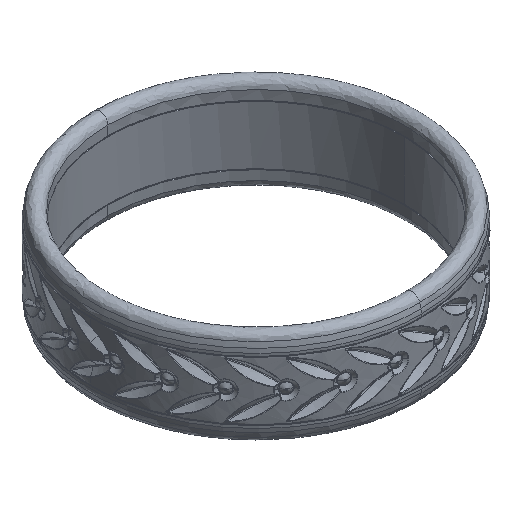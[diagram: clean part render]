
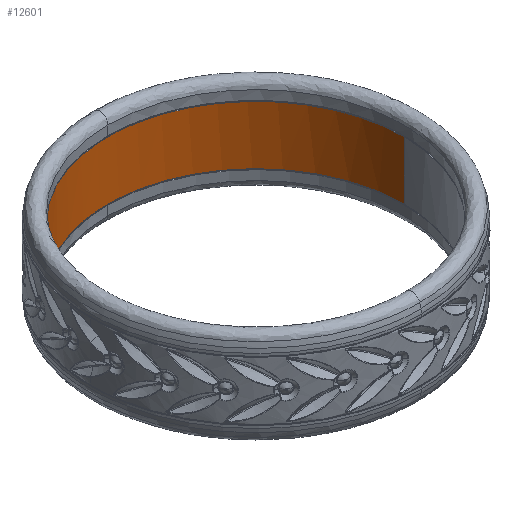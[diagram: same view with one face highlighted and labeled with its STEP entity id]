
A CAD part, isometric view. The second image highlights one B-rep face of the part: STEP entity #12601.
In plain terms, the highlighted free-form (B-spline) face has degree [2, 1] with [5, 2] control points.
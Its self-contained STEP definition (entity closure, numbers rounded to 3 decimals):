
#12532 = VERTEX_POINT('',#12533);
#12533 = CARTESIAN_POINT('',(10.831,0.,
    2.132));
#12540 = VERTEX_POINT('',#12541);
#12541 = CARTESIAN_POINT('',(-10.831,0.,
    2.132));
#12576 = EDGE_CURVE('',#12540,#12532,#12577,.T.);
#12577 = ( BOUNDED_CURVE() B_SPLINE_CURVE(2,(#12578,#12579,#12580,#12581
,#12582),.UNSPECIFIED.,.F.,.F.) B_SPLINE_CURVE_WITH_KNOTS((3,2,3),(0.,
1.571,3.142),.PIECEWISE_BEZIER_KNOTS.) CURVE() 
GEOMETRIC_REPRESENTATION_ITEM() RATIONAL_B_SPLINE_CURVE((1.,
0.707,1.,0.707,1.)) REPRESENTATION_ITEM('') );
#12578 = CARTESIAN_POINT('',(-10.831,0.,2.132));
#12579 = CARTESIAN_POINT('',(-10.831,10.831,
    2.132));
#12580 = CARTESIAN_POINT('',(0.,10.831,
    2.132));
#12581 = CARTESIAN_POINT('',(10.831,10.831,
    2.132));
#12582 = CARTESIAN_POINT('',(10.831,0.,
    2.132));
#12601 = ADVANCED_FACE('',(#12602),#12627,.F.);
#12602 = FACE_BOUND('',#12603,.F.);
#12603 = EDGE_LOOP('',(#12604,#12616,#12621,#12622));
#12604 = ORIENTED_EDGE('',*,*,#12605,.T.);
#12605 = EDGE_CURVE('',#12606,#12608,#12610,.T.);
#12606 = VERTEX_POINT('',#12607);
#12607 = CARTESIAN_POINT('',(10.831,0.,-2.132));
#12608 = VERTEX_POINT('',#12609);
#12609 = CARTESIAN_POINT('',(-10.831,0.,-2.132));
#12610 = ( BOUNDED_CURVE() B_SPLINE_CURVE(2,(#12611,#12612,#12613,#12614
,#12615),.UNSPECIFIED.,.F.,.F.) B_SPLINE_CURVE_WITH_KNOTS((3,2,3),(0.,
1.571,3.142),.PIECEWISE_BEZIER_KNOTS.) CURVE() 
GEOMETRIC_REPRESENTATION_ITEM() RATIONAL_B_SPLINE_CURVE((1.,
0.707,1.,0.707,1.)) REPRESENTATION_ITEM('') );
#12611 = CARTESIAN_POINT('',(10.831,0.,-2.132));
#12612 = CARTESIAN_POINT('',(10.831,10.831,
    -2.132));
#12613 = CARTESIAN_POINT('',(0.,10.831,
    -2.132));
#12614 = CARTESIAN_POINT('',(-10.831,10.831,
    -2.132));
#12615 = CARTESIAN_POINT('',(-10.831,0.,
    -2.132));
#12616 = ORIENTED_EDGE('',*,*,#12617,.T.);
#12617 = EDGE_CURVE('',#12608,#12540,#12618,.T.);
#12618 = B_SPLINE_CURVE_WITH_KNOTS('',1,(#12619,#12620),.UNSPECIFIED.,
  .F.,.F.,(2,2),(0.,3.7),.PIECEWISE_BEZIER_KNOTS.);
#12619 = CARTESIAN_POINT('',(-10.831,0.,
    -2.132));
#12620 = CARTESIAN_POINT('',(-10.831,0.,
    2.132));
#12621 = ORIENTED_EDGE('',*,*,#12576,.T.);
#12622 = ORIENTED_EDGE('',*,*,#12623,.F.);
#12623 = EDGE_CURVE('',#12606,#12532,#12624,.T.);
#12624 = B_SPLINE_CURVE_WITH_KNOTS('',1,(#12625,#12626),.UNSPECIFIED.,
  .F.,.F.,(2,2),(0.,3.7),.PIECEWISE_BEZIER_KNOTS.);
#12625 = CARTESIAN_POINT('',(10.831,0.,
    -2.132));
#12626 = CARTESIAN_POINT('',(10.831,0.,
    2.132));
#12627 = ( BOUNDED_SURFACE() B_SPLINE_SURFACE(2,1,(
    (#12628,#12629)
    ,(#12630,#12631)
    ,(#12632,#12633)
    ,(#12634,#12635)
    ,(#12636,#12637
)),.UNSPECIFIED.,.F.,.F.,.F.) B_SPLINE_SURFACE_WITH_KNOTS((3,2,3),(2,2),
  (0.,1.571,3.142),(0.025,3.725),
.PIECEWISE_BEZIER_KNOTS.) GEOMETRIC_REPRESENTATION_ITEM() 
RATIONAL_B_SPLINE_SURFACE((
    (1.,1.)
    ,(0.707,0.707)
    ,(1.,1.)
    ,(0.707,0.707)
,(1.,1.))) REPRESENTATION_ITEM('') SURFACE() );
#12628 = CARTESIAN_POINT('',(10.831,0.,-2.132));
#12629 = CARTESIAN_POINT('',(10.831,0.,2.132));
#12630 = CARTESIAN_POINT('',(10.831,10.831,
    -2.132));
#12631 = CARTESIAN_POINT('',(10.831,10.831,
    2.132));
#12632 = CARTESIAN_POINT('',(0.,10.831,
    -2.132));
#12633 = CARTESIAN_POINT('',(0.,10.831,
    2.132));
#12634 = CARTESIAN_POINT('',(-10.831,10.831,
    -2.132));
#12635 = CARTESIAN_POINT('',(-10.831,10.831,
    2.132));
#12636 = CARTESIAN_POINT('',(-10.831,0.,
    -2.132));
#12637 = CARTESIAN_POINT('',(-10.831,0.,
    2.132));
